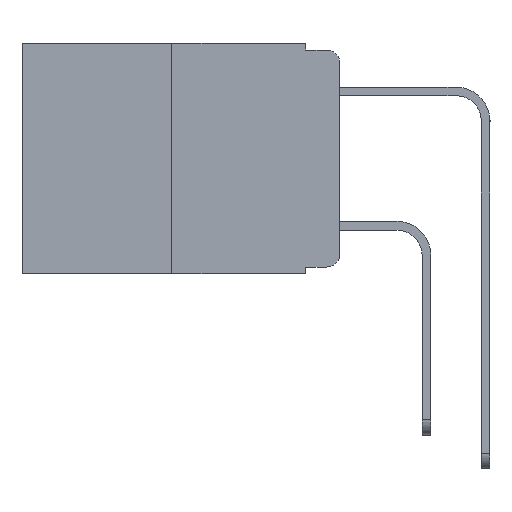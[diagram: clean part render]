
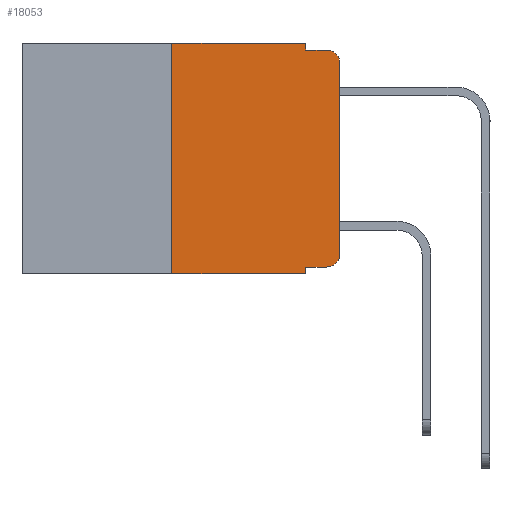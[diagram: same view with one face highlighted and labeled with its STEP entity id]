
A CAD part, left-side view. The second image highlights one B-rep face of the part: STEP entity #18053.
In plain terms, the highlighted planar face has unit normal (-1, 0, 0).
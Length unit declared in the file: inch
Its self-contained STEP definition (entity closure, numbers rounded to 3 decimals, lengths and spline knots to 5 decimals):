
#368 = CARTESIAN_POINT ( 'NONE',  ( 0., 0.051, -0.333 ) ) ;
#609 = VECTOR ( 'NONE', #3611, 39.37008 ) ;
#778 = LINE ( 'NONE', #7679, #9228 ) ;
#817 = VERTEX_POINT ( 'NONE', #8362 ) ;
#824 = VERTEX_POINT ( 'NONE', #7146 ) ;
#889 = CARTESIAN_POINT ( 'NONE',  ( 0., 0., -0.313 ) ) ;
#988 = CARTESIAN_POINT ( 'NONE',  ( 0., 0.051, -0.343 ) ) ;
#1576 = VERTEX_POINT ( 'NONE', #8866 ) ;
#1733 = EDGE_CURVE ( 'NONE', #12557, #6169, #16615, .T. ) ;
#1908 = LINE ( 'NONE', #9446, #17565 ) ;
#2430 = ORIENTED_EDGE ( 'NONE', *, *, #11107, .T. ) ;
#2471 = ORIENTED_EDGE ( 'NONE', *, *, #10148, .T. ) ;
#2489 = ORIENTED_EDGE ( 'NONE', *, *, #8085, .F. ) ;
#2930 = AXIS2_PLACEMENT_3D ( 'NONE', #15130, #6175, #16568 ) ;
#3100 = ORIENTED_EDGE ( 'NONE', *, *, #7069, .F. ) ;
#3570 = ORIENTED_EDGE ( 'NONE', *, *, #6222, .F. ) ;
#3611 = DIRECTION ( 'NONE',  ( 0., -1., 0. ) ) ;
#3643 = VERTEX_POINT ( 'NONE', #889 ) ;
#3970 = EDGE_CURVE ( 'NONE', #12557, #7978, #18773, .T. ) ;
#4008 = VECTOR ( 'NONE', #14032, 39.37008 ) ;
#4549 = DIRECTION ( 'NONE',  ( 0., -1., 0. ) ) ;
#4623 = ORIENTED_EDGE ( 'NONE', *, *, #6070, .F. ) ;
#5443 = DIRECTION ( 'NONE',  ( 0., 0., 1. ) ) ;
#5843 = ORIENTED_EDGE ( 'NONE', *, *, #19527, .T. ) ;
#6070 = EDGE_CURVE ( 'NONE', #824, #1576, #15987, .T. ) ;
#6169 = VERTEX_POINT ( 'NONE', #13823 ) ;
#6175 = DIRECTION ( 'NONE',  ( -1., 0., 0. ) ) ;
#6222 = EDGE_CURVE ( 'NONE', #1576, #14277, #1908, .T. ) ;
#6321 = ORIENTED_EDGE ( 'NONE', *, *, #3970, .F. ) ;
#6767 = CARTESIAN_POINT ( 'NONE',  ( 0., 0.473, -0.343 ) ) ;
#7069 = EDGE_CURVE ( 'NONE', #14277, #8455, #778, .T. ) ;
#7082 = CARTESIAN_POINT ( 'NONE',  ( 0., 0.02, -0.313 ) ) ;
#7146 = CARTESIAN_POINT ( 'NONE',  ( 0., 0.25, -0.343 ) ) ;
#7614 = VECTOR ( 'NONE', #5443, 39.37008 ) ;
#7617 = EDGE_LOOP ( 'NONE', ( #2430, #2471, #2489, #3100, #3570, #4623, #5843, #6321, #8013, #9664 ) ) ;
#7679 = CARTESIAN_POINT ( 'NONE',  ( 0., 0.051, 0. ) ) ;
#7978 = VERTEX_POINT ( 'NONE', #988 ) ;
#8013 = ORIENTED_EDGE ( 'NONE', *, *, #1733, .T. ) ;
#8085 = EDGE_CURVE ( 'NONE', #8455, #17197, #10352, .T. ) ;
#8362 = CARTESIAN_POINT ( 'NONE',  ( 0., 0., -0.03 ) ) ;
#8455 = VERTEX_POINT ( 'NONE', #15191 ) ;
#8482 = CARTESIAN_POINT ( 'NONE',  ( 0., 0.051, -0.333 ) ) ;
#8533 = DIRECTION ( 'NONE',  ( 0., 0., -1. ) ) ;
#8630 = DIRECTION ( 'NONE',  ( 0., 0., -1. ) ) ;
#8708 = FACE_OUTER_BOUND ( 'NONE', #7617, .T. ) ;
#8866 = CARTESIAN_POINT ( 'NONE',  ( 0., 0.25, 0. ) ) ;
#9088 = LINE ( 'NONE', #6767, #609 ) ;
#9228 = VECTOR ( 'NONE', #17043, 39.37008 ) ;
#9446 = CARTESIAN_POINT ( 'NONE',  ( 0., 0.473, 0. ) ) ;
#9664 = ORIENTED_EDGE ( 'NONE', *, *, #17373, .T. ) ;
#10148 = EDGE_CURVE ( 'NONE', #817, #17197, #17582, .T. ) ;
#10352 = LINE ( 'NONE', #14243, #13836 ) ;
#11107 = EDGE_CURVE ( 'NONE', #3643, #817, #14632, .T. ) ;
#12003 = CIRCLE ( 'NONE', #12374, 0.02 ) ;
#12374 = AXIS2_PLACEMENT_3D ( 'NONE', #7082, #17442, #8630 ) ;
#12557 = VERTEX_POINT ( 'NONE', #8482 ) ;
#12610 = AXIS2_PLACEMENT_3D ( 'NONE', #15857, #17360, #8533 ) ;
#12977 = PLANE ( 'NONE',  #12610 ) ;
#12985 = DIRECTION ( 'NONE',  ( 0., 0., -1. ) ) ;
#13634 = CARTESIAN_POINT ( 'NONE',  ( 0., 0.051, 0. ) ) ;
#13823 = CARTESIAN_POINT ( 'NONE',  ( 0., 0.02, -0.333 ) ) ;
#13836 = VECTOR ( 'NONE', #15696, 39.37008 ) ;
#14032 = DIRECTION ( 'NONE',  ( 0., 0., 1. ) ) ;
#14043 = VECTOR ( 'NONE', #12985, 39.37008 ) ;
#14243 = CARTESIAN_POINT ( 'NONE',  ( 0., 0.051, -0.01 ) ) ;
#14277 = VERTEX_POINT ( 'NONE', #13634 ) ;
#14632 = LINE ( 'NONE', #16912, #7614 ) ;
#14802 = DIRECTION ( 'NONE',  ( 0., -1., 0. ) ) ;
#15130 = CARTESIAN_POINT ( 'NONE',  ( 0., 0.02, -0.03 ) ) ;
#15191 = CARTESIAN_POINT ( 'NONE',  ( 0., 0.051, -0.01 ) ) ;
#15222 = CARTESIAN_POINT ( 'NONE',  ( 0., 0.25, 0. ) ) ;
#15696 = DIRECTION ( 'NONE',  ( 0., -1., 0. ) ) ;
#15857 = CARTESIAN_POINT ( 'NONE',  ( 0., 0.473, 0. ) ) ;
#15987 = LINE ( 'NONE', #15222, #4008 ) ;
#16160 = VECTOR ( 'NONE', #4549, 39.37008 ) ;
#16502 = CARTESIAN_POINT ( 'NONE',  ( 0., 0.051, 0. ) ) ;
#16568 = DIRECTION ( 'NONE',  ( 0., 0., -1. ) ) ;
#16615 = LINE ( 'NONE', #368, #16160 ) ;
#16912 = CARTESIAN_POINT ( 'NONE',  ( 0., 0., 0. ) ) ;
#17043 = DIRECTION ( 'NONE',  ( 0., 0., -1. ) ) ;
#17197 = VERTEX_POINT ( 'NONE', #18524 ) ;
#17360 = DIRECTION ( 'NONE',  ( 1., 0., 0. ) ) ;
#17373 = EDGE_CURVE ( 'NONE', #6169, #3643, #12003, .T. ) ;
#17442 = DIRECTION ( 'NONE',  ( -1., 0., 0. ) ) ;
#17565 = VECTOR ( 'NONE', #14802, 39.37008 ) ;
#17582 = CIRCLE ( 'NONE', #2930, 0.02 ) ;
#18053 = ADVANCED_FACE ( 'NONE', ( #8708 ), #12977, .F. ) ;
#18524 = CARTESIAN_POINT ( 'NONE',  ( 0., 0.02, -0.01 ) ) ;
#18773 = LINE ( 'NONE', #16502, #14043 ) ;
#19527 = EDGE_CURVE ( 'NONE', #824, #7978, #9088, .T. ) ;
